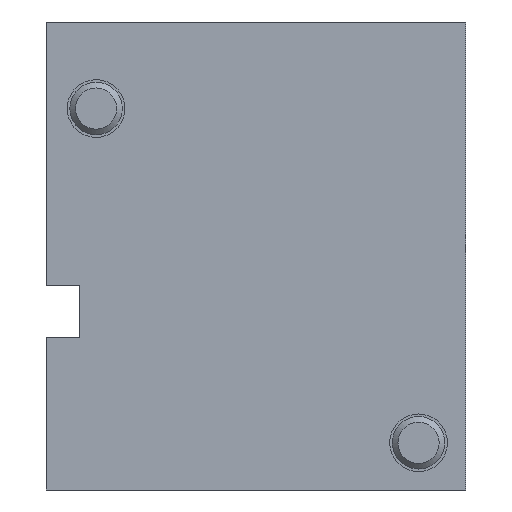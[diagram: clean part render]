
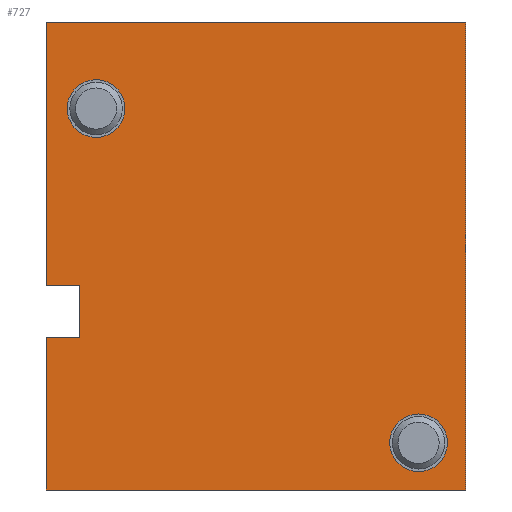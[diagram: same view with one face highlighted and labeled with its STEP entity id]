
A CAD part, front view. The second image highlights one B-rep face of the part: STEP entity #727.
In plain terms, the highlighted planar face has unit normal (0, -1, 0).
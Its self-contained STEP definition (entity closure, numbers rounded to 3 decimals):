
#65=LINE('',#1127,#123);
#66=LINE('',#1130,#124);
#67=LINE('',#1132,#125);
#68=LINE('',#1134,#126);
#69=LINE('',#1136,#127);
#70=LINE('',#1138,#128);
#71=LINE('',#1140,#129);
#72=LINE('',#1142,#130);
#123=VECTOR('',#899,1000.);
#124=VECTOR('',#900,1000.);
#125=VECTOR('',#901,1000.);
#126=VECTOR('',#902,1000.);
#127=VECTOR('',#903,1000.);
#128=VECTOR('',#904,1000.);
#129=VECTOR('',#905,1000.);
#130=VECTOR('',#906,1000.);
#185=ORIENTED_EDGE('',*,*,#389,.F.);
#186=ORIENTED_EDGE('',*,*,#390,.F.);
#187=ORIENTED_EDGE('',*,*,#391,.T.);
#188=ORIENTED_EDGE('',*,*,#392,.T.);
#189=ORIENTED_EDGE('',*,*,#393,.F.);
#190=ORIENTED_EDGE('',*,*,#394,.F.);
#191=ORIENTED_EDGE('',*,*,#395,.T.);
#192=ORIENTED_EDGE('',*,*,#396,.T.);
#193=ORIENTED_EDGE('',*,*,#397,.T.);
#194=ORIENTED_EDGE('',*,*,#398,.T.);
#389=EDGE_CURVE('',#491,#491,#548,.T.);
#390=EDGE_CURVE('',#492,#492,#549,.T.);
#391=EDGE_CURVE('',#493,#494,#65,.T.);
#392=EDGE_CURVE('',#494,#495,#66,.T.);
#393=EDGE_CURVE('',#496,#495,#67,.T.);
#394=EDGE_CURVE('',#497,#496,#68,.T.);
#395=EDGE_CURVE('',#497,#498,#69,.T.);
#396=EDGE_CURVE('',#498,#499,#70,.T.);
#397=EDGE_CURVE('',#499,#500,#71,.T.);
#398=EDGE_CURVE('',#500,#493,#72,.T.);
#491=VERTEX_POINT('',#1124);
#492=VERTEX_POINT('',#1126);
#493=VERTEX_POINT('',#1128);
#494=VERTEX_POINT('',#1129);
#495=VERTEX_POINT('',#1131);
#496=VERTEX_POINT('',#1133);
#497=VERTEX_POINT('',#1135);
#498=VERTEX_POINT('',#1137);
#499=VERTEX_POINT('',#1139);
#500=VERTEX_POINT('',#1141);
#548=CIRCLE('',#791,2.2);
#549=CIRCLE('',#792,2.2);
#577=EDGE_LOOP('',(#185));
#578=EDGE_LOOP('',(#186));
#579=EDGE_LOOP('',(#187,#188,#189,#190,#191,#192,#193,#194));
#637=FACE_BOUND('',#577,.T.);
#638=FACE_BOUND('',#578,.T.);
#639=FACE_BOUND('',#579,.T.);
#697=PLANE('',#790);
#727=ADVANCED_FACE('',(#637,#638,#639),#697,.F.);
#790=AXIS2_PLACEMENT_3D('',#1122,#893,#894);
#791=AXIS2_PLACEMENT_3D('',#1123,#895,#896);
#792=AXIS2_PLACEMENT_3D('',#1125,#897,#898);
#893=DIRECTION('',(0.,1.,0.));
#894=DIRECTION('',(0.,0.,1.));
#895=DIRECTION('',(0.,-1.,0.));
#896=DIRECTION('',(0.,0.,-1.));
#897=DIRECTION('',(0.,-1.,0.));
#898=DIRECTION('',(0.,0.,-1.));
#899=DIRECTION('',(-1.,0.,0.));
#900=DIRECTION('',(0.,0.,-1.));
#901=DIRECTION('',(-1.,0.,0.));
#902=DIRECTION('',(0.,0.,-1.));
#903=DIRECTION('',(-1.,0.,0.));
#904=DIRECTION('',(0.,0.,-1.));
#905=DIRECTION('',(1.,0.,0.));
#906=DIRECTION('',(0.,0.,-1.));
#1122=CARTESIAN_POINT('',(16.,0.,22.1));
#1123=CARTESIAN_POINT('',(12.4,0.,-10.));
#1124=CARTESIAN_POINT('',(12.4,0.,-12.2));
#1125=CARTESIAN_POINT('',(-12.2,0.,15.5));
#1126=CARTESIAN_POINT('',(-12.2,0.,13.3));
#1127=CARTESIAN_POINT('',(-13.5,0.,-2.));
#1128=CARTESIAN_POINT('',(-13.5,0.,-2.));
#1129=CARTESIAN_POINT('',(-16.,0.,-2.));
#1130=CARTESIAN_POINT('',(-16.,0.,22.1));
#1131=CARTESIAN_POINT('',(-16.,0.,-13.6));
#1132=CARTESIAN_POINT('',(16.,0.,-13.6));
#1133=CARTESIAN_POINT('',(16.,0.,-13.6));
#1134=CARTESIAN_POINT('',(16.,0.,22.1));
#1135=CARTESIAN_POINT('',(16.,0.,22.1));
#1136=CARTESIAN_POINT('',(16.,0.,22.1));
#1137=CARTESIAN_POINT('',(-16.,0.,22.1));
#1138=CARTESIAN_POINT('',(-16.,0.,22.1));
#1139=CARTESIAN_POINT('',(-16.,0.,2.));
#1140=CARTESIAN_POINT('',(-18.5,0.,2.));
#1141=CARTESIAN_POINT('',(-13.5,0.,2.));
#1142=CARTESIAN_POINT('',(-13.5,0.,2.));
